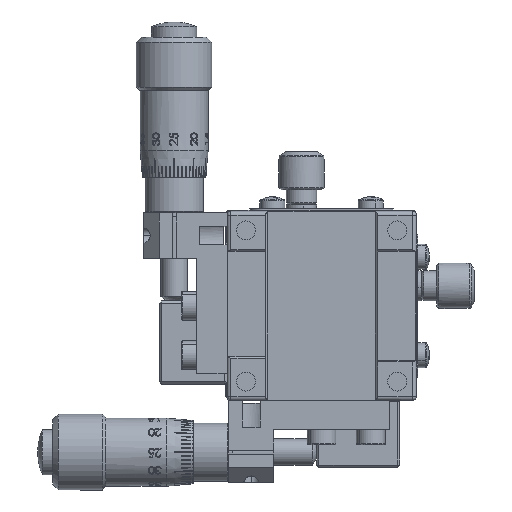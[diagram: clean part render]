
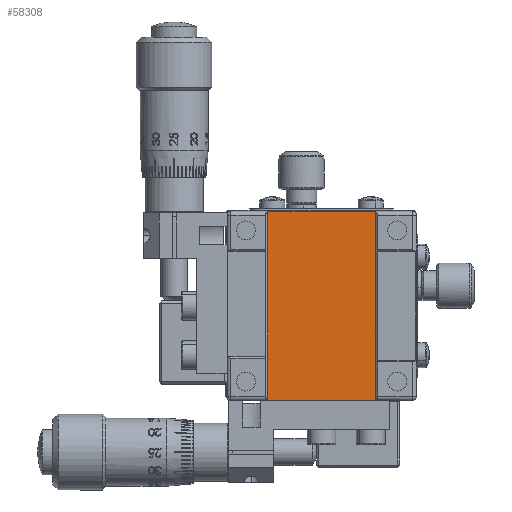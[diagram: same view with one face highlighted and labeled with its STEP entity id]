
A CAD part, front view. The second image highlights one B-rep face of the part: STEP entity #58308.
In plain terms, the highlighted planar face has unit normal (0, -1, 0).
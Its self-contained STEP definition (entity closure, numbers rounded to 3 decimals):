
#1371 = VECTOR ( 'NONE', #61292, 1000. ) ;
#1432 = CARTESIAN_POINT ( 'NONE',  ( -7.1, 0.3, -12.5 ) ) ;
#3276 = VERTEX_POINT ( 'NONE', #35510 ) ;
#5931 = CARTESIAN_POINT ( 'NONE',  ( -7.1, 0.3, -12.458 ) ) ;
#7196 = DIRECTION ( 'NONE',  ( -1., 0., 0. ) ) ;
#11662 = LINE ( 'NONE', #17120, #40294 ) ;
#15208 = ORIENTED_EDGE ( 'NONE', *, *, #29561, .T. ) ;
#16829 = DIRECTION ( 'NONE',  ( 0., 0., 1. ) ) ;
#17120 = CARTESIAN_POINT ( 'NONE',  ( 7.1, 0.3, 12.458 ) ) ;
#17250 = EDGE_LOOP ( 'NONE', ( #29615, #61095, #61859, #15208 ) ) ;
#21371 = FACE_OUTER_BOUND ( 'NONE', #17250, .T. ) ;
#22857 = DIRECTION ( 'NONE',  ( -1., 0., 0. ) ) ;
#27157 = LINE ( 'NONE', #56846, #59393 ) ;
#27690 = CARTESIAN_POINT ( 'NONE',  ( 7.1, 0.3, 12.458 ) ) ;
#29561 = EDGE_CURVE ( 'NONE', #69386, #3276, #11662, .T. ) ;
#29615 = ORIENTED_EDGE ( 'NONE', *, *, #62859, .F. ) ;
#31807 = LINE ( 'NONE', #55530, #1371 ) ;
#35510 = CARTESIAN_POINT ( 'NONE',  ( -7.1, 0.3, 12.458 ) ) ;
#38668 = VERTEX_POINT ( 'NONE', #67870 ) ;
#40294 = VECTOR ( 'NONE', #22857, 1000. ) ;
#41418 = CARTESIAN_POINT ( 'NONE',  ( 7.1, 0.3, -12.458 ) ) ;
#41457 = DIRECTION ( 'NONE',  ( 0., 1., 0. ) ) ;
#42970 = VECTOR ( 'NONE', #69028, 1000. ) ;
#48093 = EDGE_CURVE ( 'NONE', #38668, #67810, #58204, .T. ) ;
#55530 = CARTESIAN_POINT ( 'NONE',  ( -7.1, 0.3, -12.5 ) ) ;
#56846 = CARTESIAN_POINT ( 'NONE',  ( 7.1, 0.3, -12.5 ) ) ;
#58204 = LINE ( 'NONE', #5931, #42970 ) ;
#58308 = ADVANCED_FACE ( 'NONE', ( #21371 ), #69800, .F. ) ;
#59393 = VECTOR ( 'NONE', #16829, 1000. ) ;
#61095 = ORIENTED_EDGE ( 'NONE', *, *, #48093, .T. ) ;
#61292 = DIRECTION ( 'NONE',  ( 0., 0., 1. ) ) ;
#61859 = ORIENTED_EDGE ( 'NONE', *, *, #64609, .T. ) ;
#62859 = EDGE_CURVE ( 'NONE', #38668, #3276, #31807, .T. ) ;
#64609 = EDGE_CURVE ( 'NONE', #67810, #69386, #27157, .T. ) ;
#66306 = AXIS2_PLACEMENT_3D ( 'NONE', #1432, #41457, #7196 ) ;
#67810 = VERTEX_POINT ( 'NONE', #41418 ) ;
#67870 = CARTESIAN_POINT ( 'NONE',  ( -7.1, 0.3, -12.458 ) ) ;
#69028 = DIRECTION ( 'NONE',  ( 1., 0., 0. ) ) ;
#69386 = VERTEX_POINT ( 'NONE', #27690 ) ;
#69800 = PLANE ( 'NONE',  #66306 ) ;
